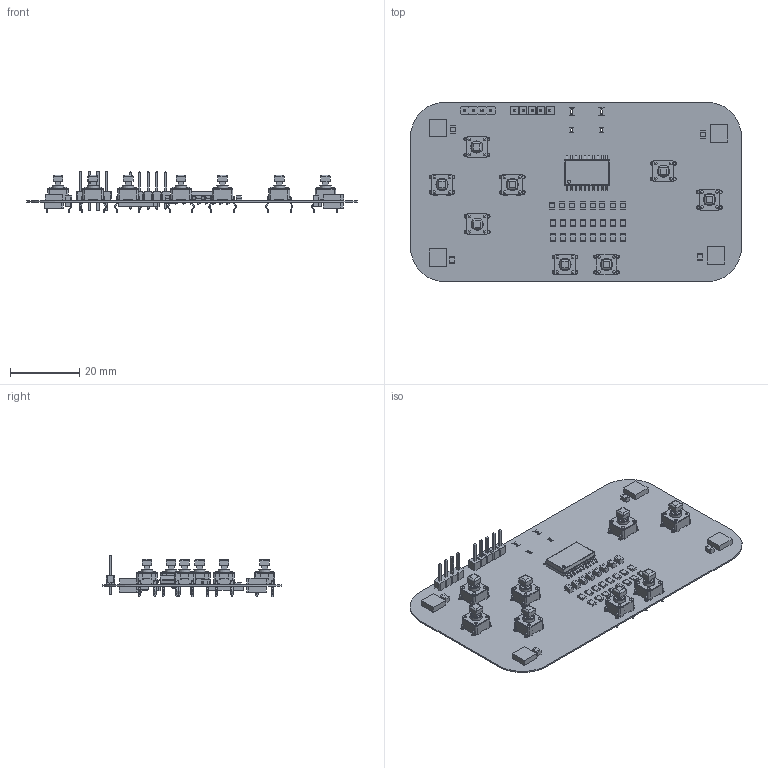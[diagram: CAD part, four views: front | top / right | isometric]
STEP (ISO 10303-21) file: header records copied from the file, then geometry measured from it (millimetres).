
FILE_DESCRIPTION(('Open CASCADE Model'),'2;1');
FILE_NAME('Open CASCADE Shape Model','2021-03-24T20:29:41',('Author'),( 'Open CASCADE'),'Open CASCADE STEP processor 6.8','Open CASCADE 6.8' ,'Unknown');
FILE_SCHEMA(('AUTOMOTIVE_DESIGN { 1 0 10303 214 1 1 1 1 }'));
Length unit declared in the file: millimetre
Products named in the file (113): PCB; Board; Open CASCADE STEP translator 6.8 2.1.1; P1; 6287333808; Body; LeadsArray; P2; 61300411121; 6130xx11121_PIN; C19; 6329429360; Extruded; 6329429600; C18; C17; USB-UART; 6328974960; U1; 6329429760; SWUP; TL1105SPFxxxx; TL1105BODY; 1105-COVER-PLATE; TL1105-3301ACTUATOR_SP_&_JA_2_8; TL1105CONTACTDOME; SWSTRT; SWSEL; SWRIGHT; SWLEFT; SWDOWN; SWB; SWA; Rin; 6328976000; 6328975760; R8; 6328974320; 6328974560; R7 ...
Assembly tree (235 placements, depth 4):
  PCB
    Board
      Open CASCADE STEP translator 6.8 2.1.1
    P1
      6287333808
        Body
        LeadsArray
    P2
      61300411121
        6130xx11121_PIN  x4
        61300411121
    C19
      6329429360
        Extruded
      6329429600  x2
        Extruded
    C18
      6329429360
        Extruded
      6329429600  x2
        Extruded
    C17
      6329429360
        Extruded
      6329429600  x2
        Extruded
    USB-UART
      6328974960
        Extruded
    U1
      6329429760
        Extruded
    SWUP
      TL1105SPFxxxx
        TL1105BODY
        1105-COVER-PLATE
        TL1105-3301ACTUATOR_SP_&_JA_2_8
        TL1105CONTACTDOME
    SWSTRT
      TL1105SPFxxxx
        TL1105BODY
        1105-COVER-PLATE
        TL1105-3301ACTUATOR_SP_&_JA_2_8
        TL1105CONTACTDOME
    SWSEL
      TL1105SPFxxxx
        TL1105BODY
        1105-COVER-PLATE
        TL1105-3301ACTUATOR_SP_&_JA_2_8
        TL1105CONTACTDOME
    SWRIGHT
      TL1105SPFxxxx
        TL1105BODY
        1105-COVER-PLATE
        TL1105-3301ACTUATOR_SP_&_JA_2_8
        TL1105CONTACTDOME
    SWLEFT
      TL1105SPFxxxx
        TL1105BODY
        1105-COVER-PLATE
Bounding box: 95.76 x 51.94 x 12.12 mm (x, y, z)
Volume: 3972.5 mm3; surface area: 16047.5 mm2
Topology: 327 solids, 327 shells, 5499 faces, 13732 edges, 8968 vertices
Faces by surface type: plane 3329, bspline 1336, cylinder 738, sphere 72, cone 16, torus 8
Full cylindrical faces by diameter (mm): 0.75 x64, 0.938 x1, 1 x40, 1.1 x9, 3.5 x8, 5 x8
Entity records: 41466 total; most frequent: CARTESIAN_POINT 8163, ORIENTED_EDGE 5882, DIRECTION 5728, EDGE_CURVE 2933, LINE 2214, VECTOR 2214, VERTEX_POINT 1895, AXIS2_PLACEMENT_3D 1757
